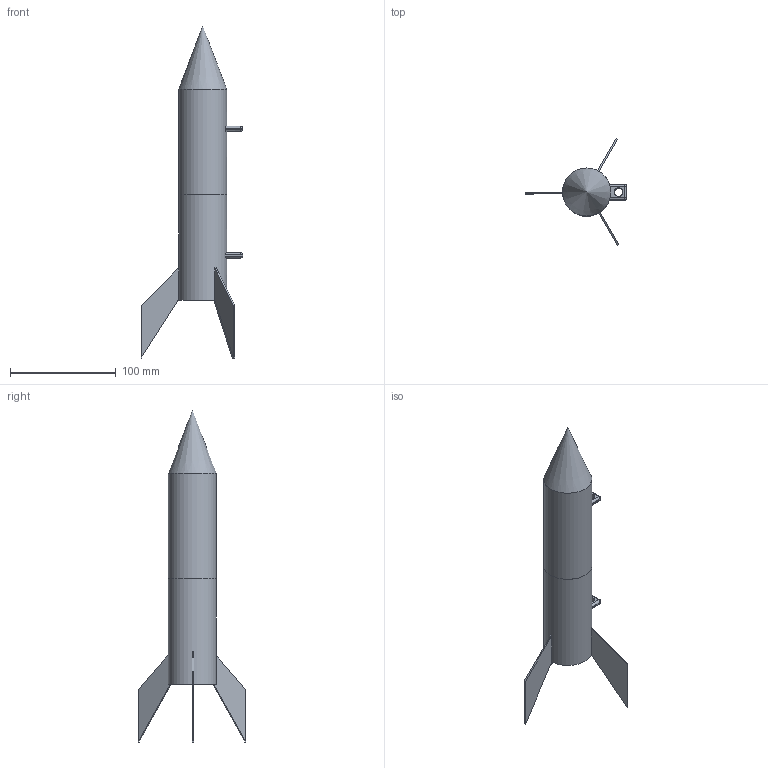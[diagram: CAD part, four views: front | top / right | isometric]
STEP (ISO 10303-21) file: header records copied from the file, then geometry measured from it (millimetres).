
FILE_DESCRIPTION(/* description */ (''),/* implementation_level */ '2;1');
FILE_NAME(/* name */ 'Final_Rocket_Phase_1.step',/* time_stamp */ '2025-12-19T17:06:45+05:30',/* author */ (''),/* organization */ (''),/* preprocessor_version */ 'ST-DEVELOPER v20.1',/* originating_system */ 'Autodesk Translation Framework v14.21.0.0',/* authorisation */ '');
FILE_SCHEMA (('AUTOMOTIVE_DESIGN { 1 0 10303 214 3 1 1 }'));
Length unit declared in the file: millimetre
Products named in the file (9): Final_Rocket_Phase_1; rocket v4; NoseCone; rocket v4_1; Coupler; coupler +bulk head; Component1; nozzle; O_Ring_Phase_1
Assembly tree (8 placements, depth 3):
  Final_Rocket_Phase_1
    rocket v4
      NoseCone
    rocket v4_1
      Coupler
    coupler +bulk head
      Component1
    nozzle
    O_Ring_Phase_1
Bounding box: 96.04 x 101.62 x 314.67 mm (x, y, z)
Volume: 137724.5 mm3; surface area: 101992.8 mm2
Topology: 8 solids, 8 shells, 158 faces, 355 edges, 214 vertices
Faces by surface type: cylinder 69, plane 67, sphere 17, torus 4, cone 1
Full cylindrical faces by diameter (mm): 3 x4, 8 x2, 17.5 x2, 19 x2, 19.1 x1, 38.6 x1, 42.5 x1, 42.6 x5, 45.6 x2
Entity records: 4919 total; most frequent: CARTESIAN_POINT 1074, DIRECTION 816, ORIENTED_EDGE 706, EDGE_CURVE 353, AXIS2_PLACEMENT_3D 320, VERTEX_POINT 214, EDGE_LOOP 189, LINE 176
